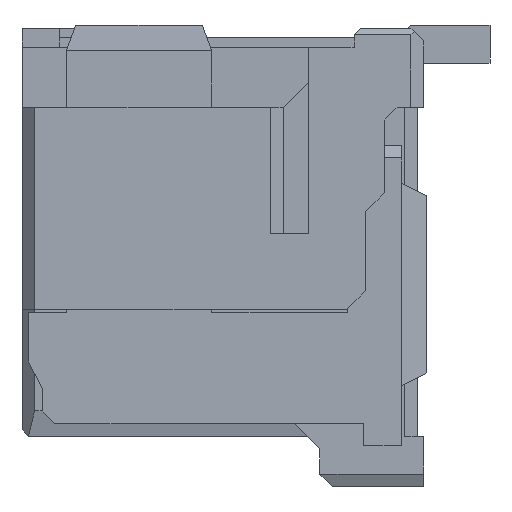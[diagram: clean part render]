
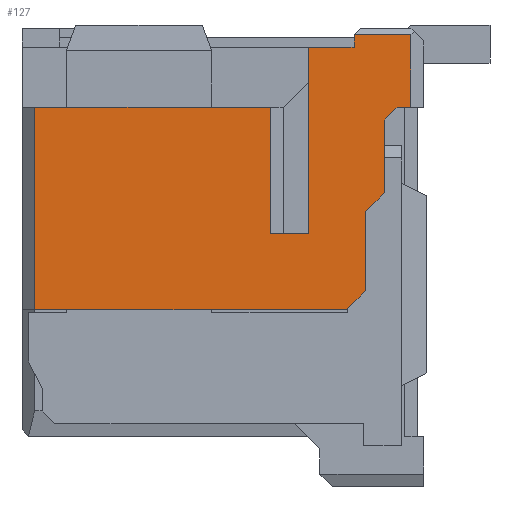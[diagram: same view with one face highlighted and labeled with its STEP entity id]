
A CAD part, left-side view. The second image highlights one B-rep face of the part: STEP entity #127.
In plain terms, the highlighted planar face has unit normal (-1, 0, 0).
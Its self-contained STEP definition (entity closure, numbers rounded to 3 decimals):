
#127=ADVANCED_FACE('',(#637),#638,.T.);
#637=FACE_OUTER_BOUND('',#1531,.T.);
#638=PLANE('',#1532);
#1531=EDGE_LOOP('',(#2862,#2863,#2864,#2865,#2866,#2867,#2868,#2869,#2870,#2871,#2872,#2873,#2874,#2875,#2876,#2877));
#1532=AXIS2_PLACEMENT_3D('',#2878,#2879,#2880);
#2862=ORIENTED_EDGE('',*,*,#6475,.T.);
#2863=ORIENTED_EDGE('',*,*,#6476,.F.);
#2864=ORIENTED_EDGE('',*,*,#6477,.F.);
#2865=ORIENTED_EDGE('',*,*,#6478,.F.);
#2866=ORIENTED_EDGE('',*,*,#6479,.F.);
#2867=ORIENTED_EDGE('',*,*,#6480,.F.);
#2868=ORIENTED_EDGE('',*,*,#6481,.F.);
#2869=ORIENTED_EDGE('',*,*,#6482,.T.);
#2870=ORIENTED_EDGE('',*,*,#6483,.T.);
#2871=ORIENTED_EDGE('',*,*,#6470,.T.);
#2872=ORIENTED_EDGE('',*,*,#6405,.T.);
#2873=ORIENTED_EDGE('',*,*,#6484,.T.);
#2874=ORIENTED_EDGE('',*,*,#6485,.T.);
#2875=ORIENTED_EDGE('',*,*,#6486,.T.);
#2876=ORIENTED_EDGE('',*,*,#6487,.F.);
#2877=ORIENTED_EDGE('',*,*,#6488,.T.);
#2878=CARTESIAN_POINT('',(-5.15,0.0,0.445));
#2879=DIRECTION('',(-1.0,0.0,0.0));
#2880=DIRECTION('',(0.0,0.0,1.0));
#6405=EDGE_CURVE('',#7876,#7874,#7877,.T.);
#6470=EDGE_CURVE('',#7983,#7876,#7988,.T.);
#6475=EDGE_CURVE('',#7993,#7994,#7995,.T.);
#6476=EDGE_CURVE('',#7996,#7994,#7997,.T.);
#6477=EDGE_CURVE('',#7998,#7996,#7999,.T.);
#6478=EDGE_CURVE('',#8000,#7998,#8001,.T.);
#6479=EDGE_CURVE('',#8002,#8000,#8003,.T.);
#6480=EDGE_CURVE('',#8004,#8002,#8005,.T.);
#6481=EDGE_CURVE('',#8006,#8004,#8007,.T.);
#6482=EDGE_CURVE('',#8006,#8008,#8009,.T.);
#6483=EDGE_CURVE('',#8008,#7983,#8010,.T.);
#6484=EDGE_CURVE('',#7874,#8011,#8012,.T.);
#6485=EDGE_CURVE('',#8011,#8013,#8014,.T.);
#6486=EDGE_CURVE('',#8013,#8015,#8016,.T.);
#6487=EDGE_CURVE('',#8017,#8015,#8018,.T.);
#6488=EDGE_CURVE('',#8017,#7993,#8019,.T.);
#7874=VERTEX_POINT('',#10170);
#7876=VERTEX_POINT('',#10173);
#7877=LINE('',#10174,#10175);
#7983=VERTEX_POINT('',#10342);
#7988=LINE('',#10350,#10351);
#7993=VERTEX_POINT('',#10360);
#7994=VERTEX_POINT('',#10361);
#7995=LINE('',#10362,#10363);
#7996=VERTEX_POINT('',#10364);
#7997=LINE('',#10365,#10366);
#7998=VERTEX_POINT('',#10367);
#7999=LINE('',#10368,#10369);
#8000=VERTEX_POINT('',#10370);
#8001=LINE('',#10371,#10372);
#8002=VERTEX_POINT('',#10373);
#8003=LINE('',#10374,#10375);
#8004=VERTEX_POINT('',#10376);
#8005=LINE('',#10377,#10378);
#8006=VERTEX_POINT('',#10379);
#8007=LINE('',#10380,#10381);
#8008=VERTEX_POINT('',#10382);
#8009=LINE('',#10383,#10384);
#8010=LINE('',#10385,#10386);
#8011=VERTEX_POINT('',#10387);
#8012=LINE('',#10388,#10389);
#8013=VERTEX_POINT('',#10390);
#8014=LINE('',#10391,#10392);
#8015=VERTEX_POINT('',#10393);
#8016=LINE('',#10394,#10395);
#8017=VERTEX_POINT('',#10396);
#8018=LINE('',#10397,#10398);
#8019=LINE('',#10399,#10400);
#10170=CARTESIAN_POINT('',(-5.15,-1.93,3.77));
#10173=CARTESIAN_POINT('',(-5.15,-2.65,3.77));
#10174=CARTESIAN_POINT('',(-5.15,-2.65,3.77));
#10175=VECTOR('',#13059,0.72);
#10342=CARTESIAN_POINT('',(-5.15,-2.65,3.97));
#10350=CARTESIAN_POINT('',(-5.15,-2.65,3.97));
#10351=VECTOR('',#13124,0.2);
#10360=CARTESIAN_POINT('',(-5.15,2.4,-0.38));
#10361=CARTESIAN_POINT('',(-5.15,-2.53,-0.38));
#10362=CARTESIAN_POINT('',(-5.15,2.4,-0.38));
#10363=VECTOR('',#13129,4.93);
#10364=CARTESIAN_POINT('',(-5.15,-2.83,-0.08));
#10365=CARTESIAN_POINT('',(-5.15,-2.83,-0.08));
#10366=VECTOR('',#13130,0.424);
#10367=CARTESIAN_POINT('',(-5.15,-2.83,1.17));
#10368=CARTESIAN_POINT('',(-5.15,-2.83,1.17));
#10369=VECTOR('',#13131,1.25);
#10370=CARTESIAN_POINT('',(-5.15,-3.13,1.47));
#10371=CARTESIAN_POINT('',(-5.15,-3.13,1.47));
#10372=VECTOR('',#13132,0.424);
#10373=CARTESIAN_POINT('',(-5.15,-3.13,2.62));
#10374=CARTESIAN_POINT('',(-5.15,-3.13,2.62));
#10375=VECTOR('',#13133,1.15);
#10376=CARTESIAN_POINT('',(-5.15,-3.33,2.82));
#10377=CARTESIAN_POINT('',(-5.15,-3.33,2.82));
#10378=VECTOR('',#13134,0.283);
#10379=CARTESIAN_POINT('',(-5.15,-3.55,2.82));
#10380=CARTESIAN_POINT('',(-5.15,-3.55,2.82));
#10381=VECTOR('',#13135,0.22);
#10382=CARTESIAN_POINT('',(-5.15,-3.55,3.97));
#10383=CARTESIAN_POINT('',(-5.15,-3.55,2.82));
#10384=VECTOR('',#13136,1.15);
#10385=CARTESIAN_POINT('',(-5.15,-3.55,3.97));
#10386=VECTOR('',#13137,0.9);
#10387=CARTESIAN_POINT('',(-5.15,-1.93,0.82));
#10388=CARTESIAN_POINT('',(-5.15,-1.93,3.77));
#10389=VECTOR('',#13138,2.95);
#10390=CARTESIAN_POINT('',(-5.15,-1.33,0.82));
#10391=CARTESIAN_POINT('',(-5.15,-1.93,0.82));
#10392=VECTOR('',#13139,0.6);
#10393=CARTESIAN_POINT('',(-5.15,-1.33,2.82));
#10394=CARTESIAN_POINT('',(-5.15,-1.33,0.82));
#10395=VECTOR('',#13140,2.0);
#10396=CARTESIAN_POINT('',(-5.15,2.4,2.82));
#10397=CARTESIAN_POINT('',(-5.15,2.4,2.82));
#10398=VECTOR('',#13141,3.73);
#10399=CARTESIAN_POINT('',(-5.15,2.4,2.82));
#10400=VECTOR('',#13142,3.2);
#13059=DIRECTION('',(0.0,1.0,0.0));
#13124=DIRECTION('',(0.0,0.0,-1.0));
#13129=DIRECTION('',(0.0,-1.0,0.0));
#13130=DIRECTION('',(0.0,0.707,-0.707));
#13131=DIRECTION('',(0.0,0.0,-1.0));
#13132=DIRECTION('',(0.0,0.707,-0.707));
#13133=DIRECTION('',(0.0,0.0,-1.0));
#13134=DIRECTION('',(0.0,0.707,-0.707));
#13135=DIRECTION('',(0.0,1.0,0.0));
#13136=DIRECTION('',(0.0,0.0,1.0));
#13137=DIRECTION('',(0.0,1.0,0.0));
#13138=DIRECTION('',(0.0,0.0,-1.0));
#13139=DIRECTION('',(0.0,1.0,0.0));
#13140=DIRECTION('',(0.0,0.0,1.0));
#13141=DIRECTION('',(0.0,-1.0,0.0));
#13142=DIRECTION('',(0.0,0.0,-1.0));
